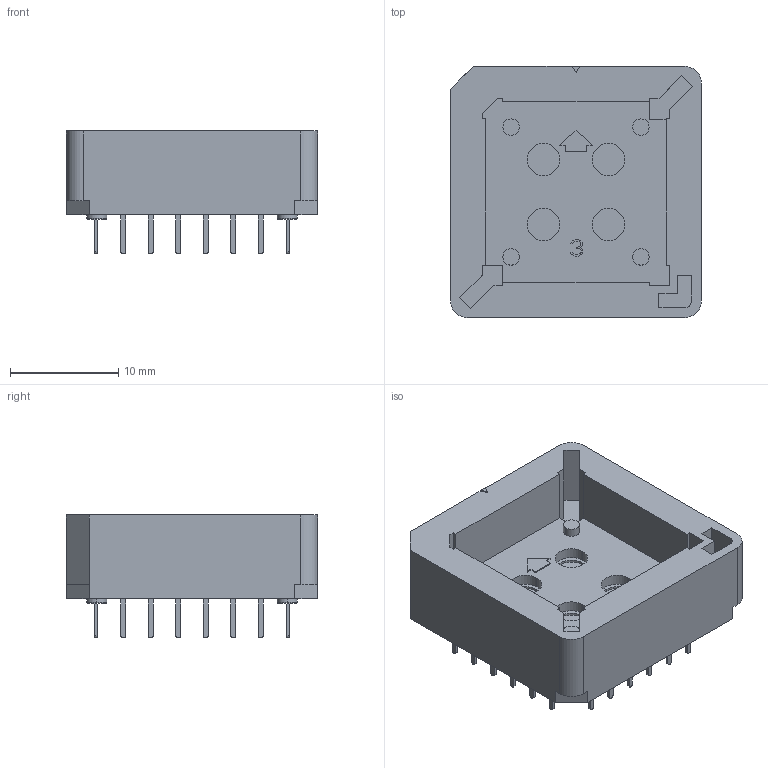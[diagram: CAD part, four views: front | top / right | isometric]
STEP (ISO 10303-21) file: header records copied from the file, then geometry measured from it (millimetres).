
FILE_DESCRIPTION((''),'2;1');
FILE_NAME('54020-44P_SW0002','2016-04-01T',('alosiuss'),('FCI'),'PRO/ENGINEER BY PARAMETRIC TECHNOLOGY CORPORATION, 2013150','PRO/ENGINEER BY PARAMETRIC TECHNOLOGY CORPORATION, 2013150','');
FILE_SCHEMA(('CONFIG_CONTROL_DESIGN','GEOMETRIC_VALIDATION_PROPERTIES_MIM'));
Length unit declared in the file: millimetre
Products named in the file (1): 54020-44P_SW0002
Bounding box: 23.18 x 23.18 x 11.43 mm (x, y, z)
Volume: 2543.2 mm3; surface area: 3051 mm2
Topology: 1 solids, 1 shells, 579 faces, 1519 edges, 1010 vertices
Faces by surface type: plane 447, cylinder 124, torus 8
Entity records: 18007 total; most frequent: CARTESIAN_POINT 3130, ORIENTED_EDGE 3038, DIRECTION 2937, EDGE_CURVE 1519, VECTOR 1251, LINE 1251, VERTEX_POINT 1010, AXIS2_PLACEMENT_3D 843
